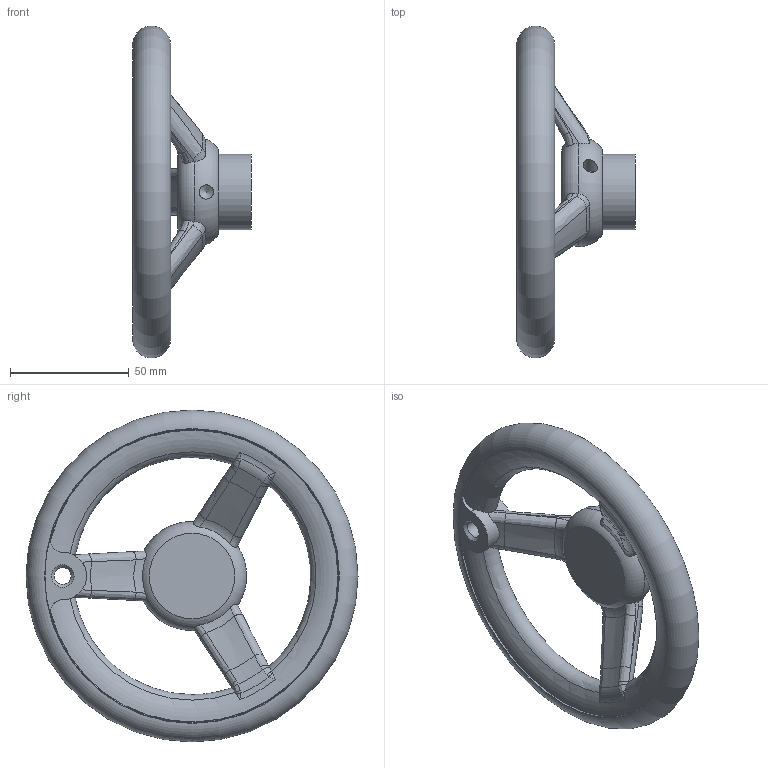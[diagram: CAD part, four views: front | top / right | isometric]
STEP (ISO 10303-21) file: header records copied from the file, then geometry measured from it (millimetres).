
FILE_DESCRIPTION(/* description */ (''),/* implementation_level */ '2;1');
FILE_NAME(/* name */ 'RP_140N.dxf',/* time_stamp */ '2012-11-23T16:16:23+08:00',/* author */ (''),/* organization */ (''),/* preprocessor_version */ 'ST-DEVELOPER v9',/* originating_system */ 'UGS - NX 4.0',/* authorisation */ '');
FILE_SCHEMA (('CONFIG_CONTROL_DESIGN'));
Length unit declared in the file: millimetre
Products named in the file (1): Admi1BECxln4
Bounding box: 50 x 139.97 x 139.97 mm (x, y, z)
Volume: 136516 mm3; surface area: 32951.2 mm2
Topology: 1 solids, 1 shells, 102 faces, 296 edges, 187 vertices
Faces by surface type: bspline 45, torus 18, cone 15, cylinder 13, plane 11
Full cylindrical faces by diameter (mm): 6 x3, 7 x1, 32 x1
Entity records: 4407 total; most frequent: CARTESIAN_POINT 2251, ORIENTED_EDGE 536, DIRECTION 272, EDGE_CURVE 268, B_SPLINE_CURVE_WITH_KNOTS 190, VERTEX_POINT 181, AXIS2_PLACEMENT_3D 136, EDGE_LOOP 120
